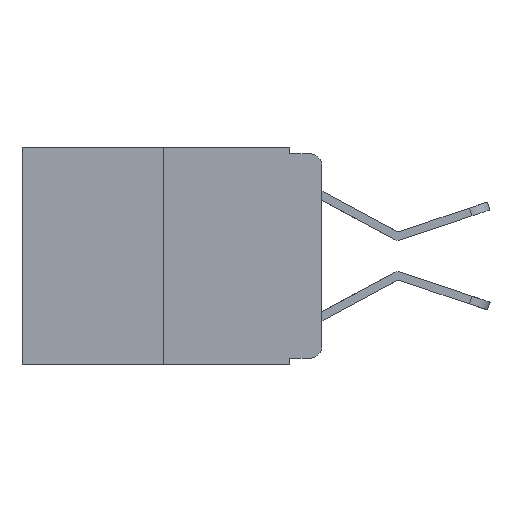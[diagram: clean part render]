
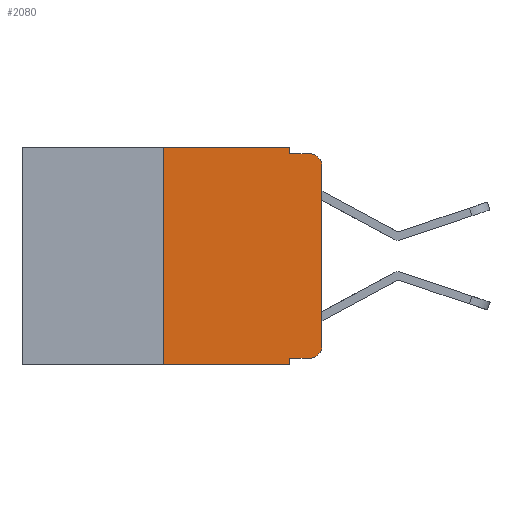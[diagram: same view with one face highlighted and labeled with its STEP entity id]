
A CAD part, left-side view. The second image highlights one B-rep face of the part: STEP entity #2080.
In plain terms, the highlighted planar face has unit normal (-1, 0, 0).
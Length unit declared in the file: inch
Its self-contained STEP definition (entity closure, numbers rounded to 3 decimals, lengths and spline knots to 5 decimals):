
#248 = EDGE_CURVE ( 'NONE', #9384, #10089, #4097, .T. ) ;
#352 = EDGE_CURVE ( 'NONE', #2592, #9384, #7803, .T. ) ;
#629 = CARTESIAN_POINT ( 'NONE',  ( 0., 0.473, 0. ) ) ;
#956 = CARTESIAN_POINT ( 'NONE',  ( 0., 0.051, -0.01 ) ) ;
#1192 = CARTESIAN_POINT ( 'NONE',  ( 0., 0., -0.313 ) ) ;
#1482 = VECTOR ( 'NONE', #7638, 39.37008 ) ;
#1571 = DIRECTION ( 'NONE',  ( 0., 0., -1. ) ) ;
#1724 = CARTESIAN_POINT ( 'NONE',  ( 0., 0., -0.03 ) ) ;
#1874 = CARTESIAN_POINT ( 'NONE',  ( 0., 0.473, -0.343 ) ) ;
#1899 = ORIENTED_EDGE ( 'NONE', *, *, #3999, .F. ) ;
#2080 = ADVANCED_FACE ( 'NONE', ( #2489 ), #5523, .F. ) ;
#2124 = EDGE_CURVE ( 'NONE', #8681, #10410, #9128, .T. ) ;
#2401 = ORIENTED_EDGE ( 'NONE', *, *, #248, .T. ) ;
#2489 = FACE_OUTER_BOUND ( 'NONE', #11886, .T. ) ;
#2549 = DIRECTION ( 'NONE',  ( 1., 0., 0. ) ) ;
#2592 = VERTEX_POINT ( 'NONE', #6677 ) ;
#3020 = VERTEX_POINT ( 'NONE', #11806 ) ;
#3066 = DIRECTION ( 'NONE',  ( -1., 0., 0. ) ) ;
#3432 = EDGE_CURVE ( 'NONE', #10089, #6523, #5397, .T. ) ;
#3724 = EDGE_CURVE ( 'NONE', #3932, #8681, #4743, .T. ) ;
#3863 = LINE ( 'NONE', #1874, #1482 ) ;
#3932 = VERTEX_POINT ( 'NONE', #10047 ) ;
#3999 = EDGE_CURVE ( 'NONE', #12153, #6523, #10965, .T. ) ;
#4097 = LINE ( 'NONE', #10756, #4821 ) ;
#4151 = EDGE_CURVE ( 'NONE', #3932, #3020, #3863, .T. ) ;
#4203 = CARTESIAN_POINT ( 'NONE',  ( 0., 0.051, 0. ) ) ;
#4214 = LINE ( 'NONE', #11977, #10934 ) ;
#4471 = DIRECTION ( 'NONE',  ( 0., 0., -1. ) ) ;
#4580 = AXIS2_PLACEMENT_3D ( 'NONE', #5194, #3066, #5057 ) ;
#4743 = LINE ( 'NONE', #6500, #5586 ) ;
#4821 = VECTOR ( 'NONE', #6962, 39.37008 ) ;
#5057 = DIRECTION ( 'NONE',  ( 0., 0., -1. ) ) ;
#5194 = CARTESIAN_POINT ( 'NONE',  ( 0., 0.02, -0.03 ) ) ;
#5240 = CARTESIAN_POINT ( 'NONE',  ( 0., 0.051, 0. ) ) ;
#5291 = CARTESIAN_POINT ( 'NONE',  ( 0., 0.02, -0.313 ) ) ;
#5376 = CARTESIAN_POINT ( 'NONE',  ( 0., 0.051, -0.01 ) ) ;
#5397 = CIRCLE ( 'NONE', #4580, 0.02 ) ;
#5477 = ORIENTED_EDGE ( 'NONE', *, *, #4151, .T. ) ;
#5523 = PLANE ( 'NONE',  #9295 ) ;
#5586 = VECTOR ( 'NONE', #10302, 39.37008 ) ;
#5691 = ORIENTED_EDGE ( 'NONE', *, *, #352, .T. ) ;
#5830 = AXIS2_PLACEMENT_3D ( 'NONE', #5291, #12179, #4471 ) ;
#6060 = CARTESIAN_POINT ( 'NONE',  ( 0., 0.02, -0.01 ) ) ;
#6500 = CARTESIAN_POINT ( 'NONE',  ( 0., 0.25, 0. ) ) ;
#6523 = VERTEX_POINT ( 'NONE', #6060 ) ;
#6677 = CARTESIAN_POINT ( 'NONE',  ( 0., 0.02, -0.333 ) ) ;
#6917 = VECTOR ( 'NONE', #11139, 39.37008 ) ;
#6962 = DIRECTION ( 'NONE',  ( 0., 0., 1. ) ) ;
#7122 = VERTEX_POINT ( 'NONE', #7907 ) ;
#7174 = LINE ( 'NONE', #5240, #6917 ) ;
#7215 = LINE ( 'NONE', #10871, #8289 ) ;
#7268 = CARTESIAN_POINT ( 'NONE',  ( 0., 0.473, 0. ) ) ;
#7638 = DIRECTION ( 'NONE',  ( 0., -1., 0. ) ) ;
#7803 = CIRCLE ( 'NONE', #5830, 0.02 ) ;
#7907 = CARTESIAN_POINT ( 'NONE',  ( 0., 0.051, -0.333 ) ) ;
#8168 = ORIENTED_EDGE ( 'NONE', *, *, #3432, .T. ) ;
#8289 = VECTOR ( 'NONE', #1571, 39.37008 ) ;
#8681 = VERTEX_POINT ( 'NONE', #10235 ) ;
#9128 = LINE ( 'NONE', #629, #10854 ) ;
#9295 = AXIS2_PLACEMENT_3D ( 'NONE', #7268, #2549, #11925 ) ;
#9384 = VERTEX_POINT ( 'NONE', #1192 ) ;
#9784 = ORIENTED_EDGE ( 'NONE', *, *, #11944, .F. ) ;
#9849 = ORIENTED_EDGE ( 'NONE', *, *, #3724, .F. ) ;
#9921 = EDGE_CURVE ( 'NONE', #7122, #2592, #4214, .T. ) ;
#9933 = DIRECTION ( 'NONE',  ( 0., -1., 0. ) ) ;
#10047 = CARTESIAN_POINT ( 'NONE',  ( 0., 0.25, -0.343 ) ) ;
#10089 = VERTEX_POINT ( 'NONE', #1724 ) ;
#10150 = ORIENTED_EDGE ( 'NONE', *, *, #10803, .F. ) ;
#10171 = DIRECTION ( 'NONE',  ( 0., -1., 0. ) ) ;
#10186 = VECTOR ( 'NONE', #10171, 39.37008 ) ;
#10235 = CARTESIAN_POINT ( 'NONE',  ( 0., 0.25, 0. ) ) ;
#10302 = DIRECTION ( 'NONE',  ( 0., 0., 1. ) ) ;
#10410 = VERTEX_POINT ( 'NONE', #4203 ) ;
#10464 = ORIENTED_EDGE ( 'NONE', *, *, #9921, .T. ) ;
#10756 = CARTESIAN_POINT ( 'NONE',  ( 0., 0., 0. ) ) ;
#10803 = EDGE_CURVE ( 'NONE', #10410, #12153, #7215, .T. ) ;
#10854 = VECTOR ( 'NONE', #11982, 39.37008 ) ;
#10871 = CARTESIAN_POINT ( 'NONE',  ( 0., 0.051, 0. ) ) ;
#10934 = VECTOR ( 'NONE', #9933, 39.37008 ) ;
#10965 = LINE ( 'NONE', #5376, #10186 ) ;
#11139 = DIRECTION ( 'NONE',  ( 0., 0., -1. ) ) ;
#11150 = ORIENTED_EDGE ( 'NONE', *, *, #2124, .F. ) ;
#11806 = CARTESIAN_POINT ( 'NONE',  ( 0., 0.051, -0.343 ) ) ;
#11886 = EDGE_LOOP ( 'NONE', ( #2401, #8168, #1899, #10150, #11150, #9849, #5477, #9784, #10464, #5691 ) ) ;
#11925 = DIRECTION ( 'NONE',  ( 0., 0., -1. ) ) ;
#11944 = EDGE_CURVE ( 'NONE', #7122, #3020, #7174, .T. ) ;
#11977 = CARTESIAN_POINT ( 'NONE',  ( 0., 0.051, -0.333 ) ) ;
#11982 = DIRECTION ( 'NONE',  ( 0., -1., 0. ) ) ;
#12153 = VERTEX_POINT ( 'NONE', #956 ) ;
#12179 = DIRECTION ( 'NONE',  ( -1., 0., 0. ) ) ;
